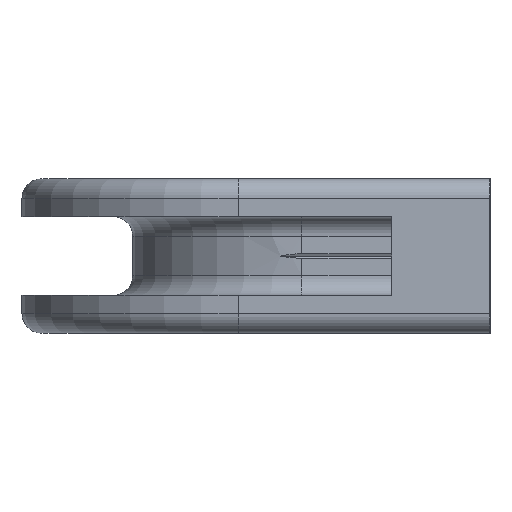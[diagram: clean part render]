
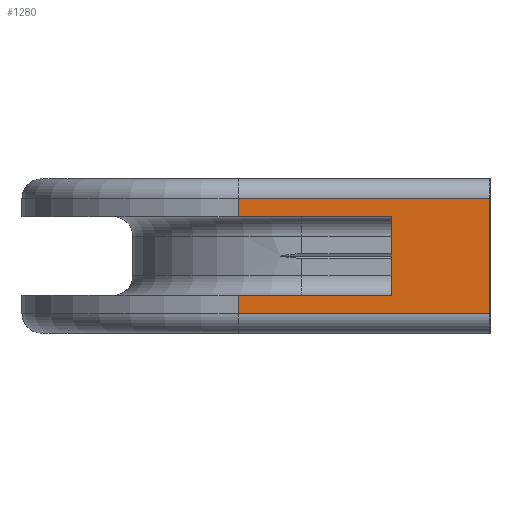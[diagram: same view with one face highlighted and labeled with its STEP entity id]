
A CAD part, left-side view. The second image highlights one B-rep face of the part: STEP entity #1280.
In plain terms, the highlighted planar face has unit normal (-1, 0, 0).
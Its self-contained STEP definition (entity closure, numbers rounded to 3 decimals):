
#52=PLANE('',#1402);
#92=FACE_OUTER_BOUND('',#168,.T.);
#168=EDGE_LOOP('',(#995,#996,#997,#998,#999,#1000,#1001,#1002));
#308=LINE('',#1983,#428);
#343=LINE('',#2059,#463);
#360=LINE('',#2115,#480);
#362=LINE('',#2121,#482);
#363=LINE('',#2123,#483);
#364=LINE('',#2125,#484);
#365=LINE('',#2127,#485);
#366=LINE('',#2128,#486);
#428=VECTOR('',#1552,10.);
#463=VECTOR('',#1621,10.);
#480=VECTOR('',#1674,10.);
#482=VECTOR('',#1684,10.);
#483=VECTOR('',#1685,10.);
#484=VECTOR('',#1686,10.);
#485=VECTOR('',#1687,10.);
#486=VECTOR('',#1688,10.);
#562=VERTEX_POINT('',#1980);
#563=VERTEX_POINT('',#1982);
#587=VERTEX_POINT('',#2058);
#607=VERTEX_POINT('',#2113);
#608=VERTEX_POINT('',#2114);
#609=VERTEX_POINT('',#2122);
#610=VERTEX_POINT('',#2124);
#611=VERTEX_POINT('',#2126);
#684=EDGE_CURVE('',#563,#562,#308,.T.);
#723=EDGE_CURVE('',#587,#563,#343,.T.);
#750=EDGE_CURVE('',#607,#608,#360,.T.);
#754=EDGE_CURVE('',#608,#562,#362,.T.);
#755=EDGE_CURVE('',#607,#609,#363,.T.);
#756=EDGE_CURVE('',#610,#609,#364,.T.);
#757=EDGE_CURVE('',#611,#610,#365,.T.);
#758=EDGE_CURVE('',#611,#587,#366,.T.);
#995=ORIENTED_EDGE('',*,*,#684,.T.);
#996=ORIENTED_EDGE('',*,*,#754,.F.);
#997=ORIENTED_EDGE('',*,*,#750,.F.);
#998=ORIENTED_EDGE('',*,*,#755,.T.);
#999=ORIENTED_EDGE('',*,*,#756,.F.);
#1000=ORIENTED_EDGE('',*,*,#757,.F.);
#1001=ORIENTED_EDGE('',*,*,#758,.T.);
#1002=ORIENTED_EDGE('',*,*,#723,.T.);
#1280=ADVANCED_FACE('',(#92),#52,.T.);
#1402=AXIS2_PLACEMENT_3D('',#2120,#1682,#1683);
#1552=DIRECTION('',(0.,1.,0.));
#1621=DIRECTION('',(0.,0.,-1.));
#1674=DIRECTION('',(0.,1.,0.));
#1682=DIRECTION('center_axis',(-1.,0.,0.));
#1683=DIRECTION('ref_axis',(0.,0.,1.));
#1684=DIRECTION('',(0.,0.,1.));
#1685=DIRECTION('',(0.,0.,1.));
#1686=DIRECTION('',(0.,-1.,0.));
#1687=DIRECTION('',(0.,0.,1.));
#1688=DIRECTION('',(0.,-1.,0.));
#1980=CARTESIAN_POINT('',(-26.255,-26.651,3.85));
#1982=CARTESIAN_POINT('',(-26.255,-42.251,3.85));
#1983=CARTESIAN_POINT('',(-26.255,-26.651,3.85));
#2058=CARTESIAN_POINT('',(-26.255,-42.251,11.85));
#2059=CARTESIAN_POINT('',(-26.255,-42.251,3.85));
#2113=CARTESIAN_POINT('',(-26.255,-52.251,2.));
#2114=CARTESIAN_POINT('',(-26.255,-26.651,2.));
#2115=CARTESIAN_POINT('',(-26.255,-37.091,2.));
#2120=CARTESIAN_POINT('Origin',(-26.255,-52.251,0.));
#2121=CARTESIAN_POINT('',(-26.255,-26.651,0.));
#2122=CARTESIAN_POINT('',(-26.255,-52.251,13.7));
#2123=CARTESIAN_POINT('',(-26.255,-52.251,0.));
#2124=CARTESIAN_POINT('',(-26.255,-26.651,13.7));
#2125=CARTESIAN_POINT('',(-26.255,-38.941,13.7));
#2126=CARTESIAN_POINT('',(-26.255,-26.651,11.85));
#2127=CARTESIAN_POINT('',(-26.255,-26.651,11.85));
#2128=CARTESIAN_POINT('',(-26.255,-26.651,11.85));
